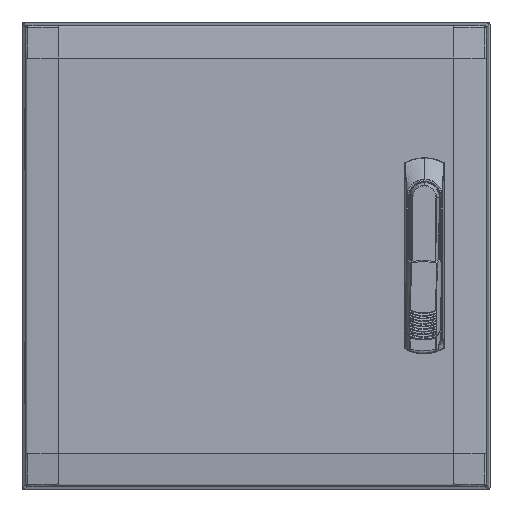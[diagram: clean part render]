
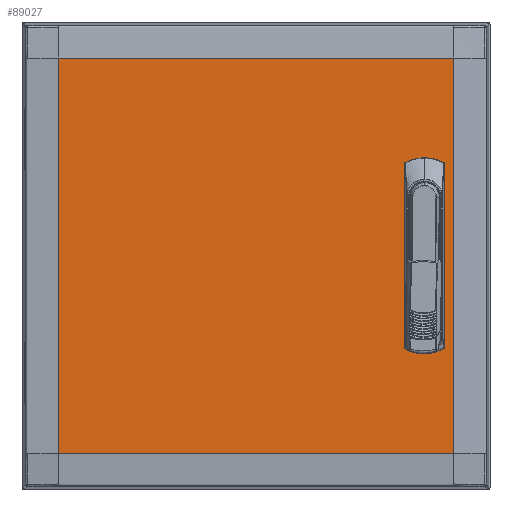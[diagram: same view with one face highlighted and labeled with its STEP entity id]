
A CAD part, top view. The second image highlights one B-rep face of the part: STEP entity #89027.
In plain terms, the highlighted face is planar.
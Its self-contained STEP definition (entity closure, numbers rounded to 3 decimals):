
#391 = LINE ( 'NONE', #22735, #135029 ) ;
#2482 = EDGE_CURVE ( 'NONE', #71415, #90536, #120342, .T. ) ;
#5613 = ORIENTED_EDGE ( 'NONE', *, *, #61780, .T. ) ;
#5648 = DIRECTION ( 'NONE',  ( 0., -1., 0. ) ) ;
#8527 = CARTESIAN_POINT ( 'NONE',  ( -199., 30., -25. ) ) ;
#8908 = VECTOR ( 'NONE', #98697, 1000. ) ;
#11183 = CARTESIAN_POINT ( 'NONE',  ( 156.5, 30., 199. ) ) ;
#16801 = EDGE_CURVE ( 'NONE', #19469, #92080, #141574, .T. ) ;
#19469 = VERTEX_POINT ( 'NONE', #56231 ) ;
#20643 = EDGE_CURVE ( 'NONE', #39995, #121070, #33310, .T. ) ;
#21449 = EDGE_CURVE ( 'NONE', #90536, #59331, #123919, .T. ) ;
#21969 = AXIS2_PLACEMENT_3D ( 'NONE', #131981, #5648, #48969 ) ;
#22735 = CARTESIAN_POINT ( 'NONE',  ( 168.913, 30., 199. ) ) ;
#23437 = LINE ( 'NONE', #11183, #52735 ) ;
#25591 = DIRECTION ( 'NONE',  ( 0., 0., -1. ) ) ;
#26789 = EDGE_CURVE ( 'NONE', #100548, #71415, #136292, .T. ) ;
#27394 = VECTOR ( 'NONE', #103819, 1000. ) ;
#28070 = LINE ( 'NONE', #124036, #46214 ) ;
#30586 = ORIENTED_EDGE ( 'NONE', *, *, #39257, .T. ) ;
#30786 = ORIENTED_EDGE ( 'NONE', *, *, #26789, .T. ) ;
#33310 = LINE ( 'NONE', #141511, #67227 ) ;
#34441 = EDGE_LOOP ( 'NONE', ( #85024, #30786, #114129, #118923 ) ) ;
#35037 = VERTEX_POINT ( 'NONE', #59975 ) ;
#37507 = ORIENTED_EDGE ( 'NONE', *, *, #81325, .T. ) ;
#39257 = EDGE_CURVE ( 'NONE', #85248, #96642, #391, .T. ) ;
#39995 = VERTEX_POINT ( 'NONE', #87826 ) ;
#40872 = EDGE_CURVE ( 'NONE', #59331, #100548, #141572, .T. ) ;
#41345 = DIRECTION ( 'NONE',  ( 1., 0., 0. ) ) ;
#42390 = DIRECTION ( 'NONE',  ( -1., 0., 0. ) ) ;
#46214 = VECTOR ( 'NONE', #124771, 1000. ) ;
#46857 = FACE_OUTER_BOUND ( 'NONE', #75369, .T. ) ;
#48459 = DIRECTION ( 'NONE',  ( -1., 0., 0. ) ) ;
#48969 = DIRECTION ( 'NONE',  ( 0., 0., -1. ) ) ;
#52735 = VECTOR ( 'NONE', #99943, 1000. ) ;
#56231 = CARTESIAN_POINT ( 'NONE',  ( 131.5, 30., 25. ) ) ;
#59331 = VERTEX_POINT ( 'NONE', #89532 ) ;
#59975 = CARTESIAN_POINT ( 'NONE',  ( 156.5, 30., 75. ) ) ;
#60251 = EDGE_LOOP ( 'NONE', ( #131314, #5613, #37507, #71819 ) ) ;
#61780 = EDGE_CURVE ( 'NONE', #92080, #35037, #23437, .T. ) ;
#63097 = ORIENTED_EDGE ( 'NONE', *, *, #105009, .T. ) ;
#67227 = VECTOR ( 'NONE', #129271, 1000. ) ;
#67722 = CARTESIAN_POINT ( 'NONE',  ( 131.5, 30., 199. ) ) ;
#69814 = LINE ( 'NONE', #115921, #131952 ) ;
#71415 = VERTEX_POINT ( 'NONE', #101056 ) ;
#71819 = ORIENTED_EDGE ( 'NONE', *, *, #107814, .T. ) ;
#74827 = LINE ( 'NONE', #107976, #96825 ) ;
#75369 = EDGE_LOOP ( 'NONE', ( #96044, #89813, #63097, #30586 ) ) ;
#75626 = VECTOR ( 'NONE', #41345, 1000. ) ;
#79251 = CARTESIAN_POINT ( 'NONE',  ( 131.5, 30., 75. ) ) ;
#80016 = PLANE ( 'NONE',  #21969 ) ;
#81325 = EDGE_CURVE ( 'NONE', #35037, #124035, #74827, .T. ) ;
#81750 = VECTOR ( 'NONE', #120656, 1000. ) ;
#85024 = ORIENTED_EDGE ( 'NONE', *, *, #40872, .T. ) ;
#85248 = VERTEX_POINT ( 'NONE', #90941 ) ;
#87002 = CARTESIAN_POINT ( 'NONE',  ( -168.913, 30., 168.913 ) ) ;
#87160 = CARTESIAN_POINT ( 'NONE',  ( 168.913, 30., -168.913 ) ) ;
#87826 = CARTESIAN_POINT ( 'NONE',  ( -168.913, 30., -168.913 ) ) ;
#88698 = FACE_BOUND ( 'NONE', #60251, .T. ) ;
#89027 = ADVANCED_FACE ( 'NONE', ( #46857, #90846, #88698 ), #80016, .F. ) ;
#89532 = CARTESIAN_POINT ( 'NONE',  ( 131.5, 30., -75. ) ) ;
#89813 = ORIENTED_EDGE ( 'NONE', *, *, #20643, .T. ) ;
#90536 = VERTEX_POINT ( 'NONE', #124836 ) ;
#90846 = FACE_BOUND ( 'NONE', #34441, .T. ) ;
#90941 = CARTESIAN_POINT ( 'NONE',  ( 168.913, 30., 168.913 ) ) ;
#92080 = VERTEX_POINT ( 'NONE', #138320 ) ;
#92173 = DIRECTION ( 'NONE',  ( 0., 0., -1. ) ) ;
#96044 = ORIENTED_EDGE ( 'NONE', *, *, #138523, .T. ) ;
#96642 = VERTEX_POINT ( 'NONE', #87160 ) ;
#96825 = VECTOR ( 'NONE', #42390, 1000. ) ;
#98697 = DIRECTION ( 'NONE',  ( -1., 0., 0. ) ) ;
#99540 = VECTOR ( 'NONE', #111670, 1000. ) ;
#99943 = DIRECTION ( 'NONE',  ( 0., 0., 1. ) ) ;
#100548 = VERTEX_POINT ( 'NONE', #109675 ) ;
#101056 = CARTESIAN_POINT ( 'NONE',  ( 156.5, 30., -25. ) ) ;
#101940 = VECTOR ( 'NONE', #48459, 1000. ) ;
#103255 = LINE ( 'NONE', #111918, #101940 ) ;
#103819 = DIRECTION ( 'NONE',  ( 0., 0., 1. ) ) ;
#105009 = EDGE_CURVE ( 'NONE', #121070, #85248, #28070, .T. ) ;
#107650 = CARTESIAN_POINT ( 'NONE',  ( -199., 30., -75. ) ) ;
#107814 = EDGE_CURVE ( 'NONE', #124035, #19469, #69814, .T. ) ;
#107976 = CARTESIAN_POINT ( 'NONE',  ( -199., 30., 75. ) ) ;
#109675 = CARTESIAN_POINT ( 'NONE',  ( 156.5, 30., -75. ) ) ;
#111670 = DIRECTION ( 'NONE',  ( 0., 0., -1. ) ) ;
#111918 = CARTESIAN_POINT ( 'NONE',  ( -199., 30., -168.913 ) ) ;
#114129 = ORIENTED_EDGE ( 'NONE', *, *, #2482, .T. ) ;
#114618 = CARTESIAN_POINT ( 'NONE',  ( 156.5, 30., 199. ) ) ;
#115921 = CARTESIAN_POINT ( 'NONE',  ( 131.5, 30., 199. ) ) ;
#118923 = ORIENTED_EDGE ( 'NONE', *, *, #21449, .T. ) ;
#120342 = LINE ( 'NONE', #8527, #8908 ) ;
#120656 = DIRECTION ( 'NONE',  ( 1., 0., 0. ) ) ;
#121070 = VERTEX_POINT ( 'NONE', #87002 ) ;
#123919 = LINE ( 'NONE', #67722, #99540 ) ;
#124035 = VERTEX_POINT ( 'NONE', #79251 ) ;
#124036 = CARTESIAN_POINT ( 'NONE',  ( -199., 30., 168.913 ) ) ;
#124771 = DIRECTION ( 'NONE',  ( 1., 0., 0. ) ) ;
#124836 = CARTESIAN_POINT ( 'NONE',  ( 131.5, 30., -25. ) ) ;
#129271 = DIRECTION ( 'NONE',  ( 0., 0., 1. ) ) ;
#131314 = ORIENTED_EDGE ( 'NONE', *, *, #16801, .T. ) ;
#131467 = CARTESIAN_POINT ( 'NONE',  ( -199., 30., 25. ) ) ;
#131952 = VECTOR ( 'NONE', #92173, 1000. ) ;
#131981 = CARTESIAN_POINT ( 'NONE',  ( -199., 30., 199. ) ) ;
#135029 = VECTOR ( 'NONE', #25591, 1000. ) ;
#136292 = LINE ( 'NONE', #114618, #27394 ) ;
#138320 = CARTESIAN_POINT ( 'NONE',  ( 156.5, 30., 25. ) ) ;
#138523 = EDGE_CURVE ( 'NONE', #96642, #39995, #103255, .T. ) ;
#141511 = CARTESIAN_POINT ( 'NONE',  ( -168.913, 30., 199. ) ) ;
#141572 = LINE ( 'NONE', #107650, #75626 ) ;
#141574 = LINE ( 'NONE', #131467, #81750 ) ;
